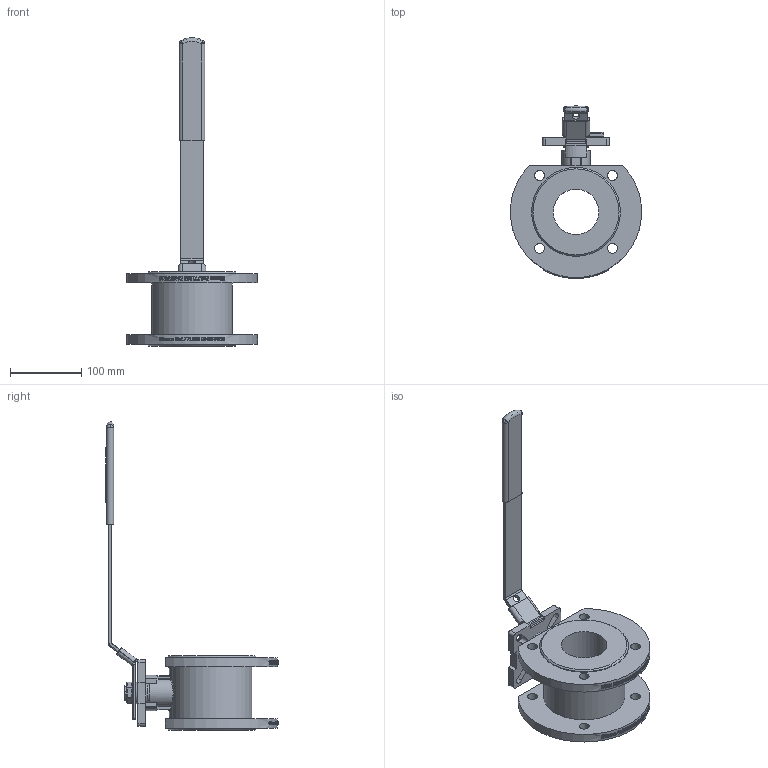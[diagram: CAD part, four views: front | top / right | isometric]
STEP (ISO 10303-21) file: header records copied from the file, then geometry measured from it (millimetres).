
FILE_DESCRIPTION(/* description */ ('771065'),/* implementation_level */ '2;1');
FILE_NAME(/* name */ '771065_new.stp',/* time_stamp */ '2021-10-05T16:13:00+02:00',/* author */ ('jmorand'),/* organization */ ('Sferaco'),/* preprocessor_version */ 'ST-DEVELOPER v18.1',/* originating_system */ 'Autodesk Inventor 2021',/* authorisation */ '');
FILE_SCHEMA (('AUTOMOTIVE_DESIGN { 1 0 10303 214 3 1 1 }'));
Products named in the file (1): 771065_ens_new_Shrinkwrap_1
Bounding box: 184.31 x 242.5 x 433.86 mm (x, y, z)
Volume: 1341384.6 mm3; surface area: 240700.5 mm2
Topology: 13 solids, 13 shells, 1610 faces, 4315 edges, 2844 vertices
Faces by surface type: bspline 712, plane 654, cylinder 209, torus 18, sphere 12, cone 5
Full cylindrical faces by diameter (mm): 4.917 x1, 6 x1, 8 x1, 10 x1, 13.835 x8, 17.294 x2, 20 x2, 20.5 x3, 27 x2, 30 x1, 34 x2, 38 x2, 41.5 x1, 64 x1, 125 x2
Entity records: 66560 total; most frequent: CARTESIAN_POINT 28644, ORIENTED_EDGE 8622, DIRECTION 5458, EDGE_CURVE 4311, VERTEX_POINT 2844, LINE 2270, VECTOR 2270, EDGE_LOOP 1777
